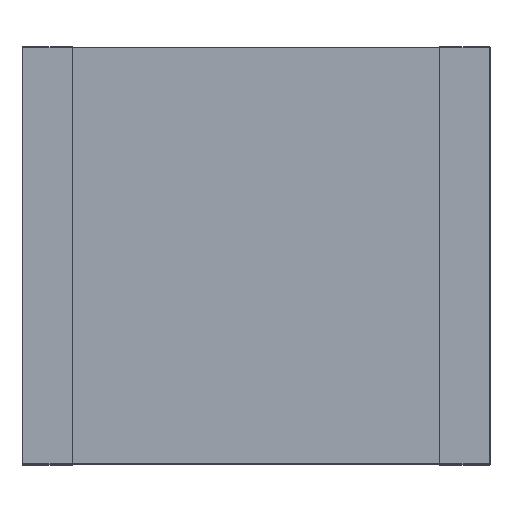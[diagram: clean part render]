
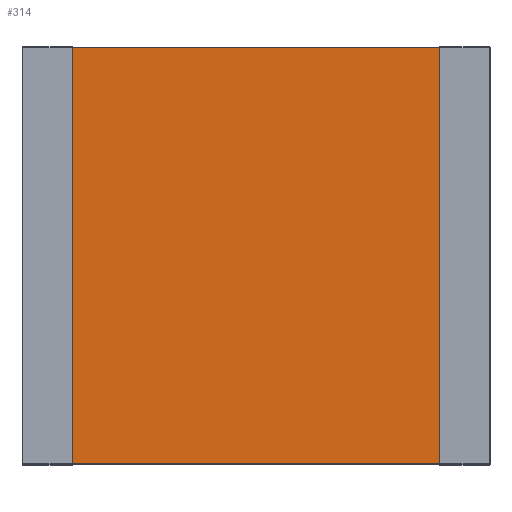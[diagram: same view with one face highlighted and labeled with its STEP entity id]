
A CAD part, top view. The second image highlights one B-rep face of the part: STEP entity #314.
In plain terms, the highlighted planar face has unit normal (0, 0, 1).
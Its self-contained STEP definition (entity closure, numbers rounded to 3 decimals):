
#26 = DIRECTION ( 'NONE',  ( 1., 0., 0. ) ) ;
#42 = LINE ( 'NONE', #381, #1396 ) ;
#123 = CARTESIAN_POINT ( 'NONE',  ( -2.2, -2.49, 1.99 ) ) ;
#183 = EDGE_CURVE ( 'NONE', #1498, #1389, #1127, .T. ) ;
#208 = VECTOR ( 'NONE', #931, 1000. ) ;
#240 = FACE_OUTER_BOUND ( 'NONE', #872, .T. ) ;
#259 = VECTOR ( 'NONE', #26, 1000. ) ;
#311 = AXIS2_PLACEMENT_3D ( 'NONE', #655, #1571, #1322 ) ;
#314 = ADVANCED_FACE ( 'NONE', ( #240 ), #523, .T. ) ;
#334 = ORIENTED_EDGE ( 'NONE', *, *, #1667, .F. ) ;
#338 = CARTESIAN_POINT ( 'NONE',  ( 2.2, -2.49, 1.99 ) ) ;
#354 = ORIENTED_EDGE ( 'NONE', *, *, #1066, .T. ) ;
#381 = CARTESIAN_POINT ( 'NONE',  ( -2.2, 2.49, 1.99 ) ) ;
#417 = ORIENTED_EDGE ( 'NONE', *, *, #183, .F. ) ;
#511 = DIRECTION ( 'NONE',  ( 0., -1., 0. ) ) ;
#523 = PLANE ( 'NONE',  #311 ) ;
#557 = ORIENTED_EDGE ( 'NONE', *, *, #1484, .T. ) ;
#655 = CARTESIAN_POINT ( 'NONE',  ( -7.559, 2.49, 1.99 ) ) ;
#674 = CARTESIAN_POINT ( 'NONE',  ( -7.559, 2.49, 1.99 ) ) ;
#823 = LINE ( 'NONE', #674, #208 ) ;
#872 = EDGE_LOOP ( 'NONE', ( #334, #557, #354, #417 ) ) ;
#878 = VERTEX_POINT ( 'NONE', #1401 ) ;
#931 = DIRECTION ( 'NONE',  ( 1., 0., 0. ) ) ;
#1041 = CARTESIAN_POINT ( 'NONE',  ( 2.2, 2.49, 1.99 ) ) ;
#1066 = EDGE_CURVE ( 'NONE', #1536, #1389, #1362, .T. ) ;
#1127 = LINE ( 'NONE', #1166, #1330 ) ;
#1166 = CARTESIAN_POINT ( 'NONE',  ( 2.2, 2.49, 1.99 ) ) ;
#1322 = DIRECTION ( 'NONE',  ( 0., -1., 0. ) ) ;
#1330 = VECTOR ( 'NONE', #511, 1000. ) ;
#1338 = CARTESIAN_POINT ( 'NONE',  ( -7.559, -2.49, 1.99 ) ) ;
#1362 = LINE ( 'NONE', #1338, #259 ) ;
#1389 = VERTEX_POINT ( 'NONE', #338 ) ;
#1396 = VECTOR ( 'NONE', #1660, 1000. ) ;
#1401 = CARTESIAN_POINT ( 'NONE',  ( -2.2, 2.49, 1.99 ) ) ;
#1484 = EDGE_CURVE ( 'NONE', #878, #1536, #42, .T. ) ;
#1498 = VERTEX_POINT ( 'NONE', #1041 ) ;
#1536 = VERTEX_POINT ( 'NONE', #123 ) ;
#1571 = DIRECTION ( 'NONE',  ( 0., 0., 1. ) ) ;
#1660 = DIRECTION ( 'NONE',  ( 0., -1., 0. ) ) ;
#1667 = EDGE_CURVE ( 'NONE', #878, #1498, #823, .T. ) ;
